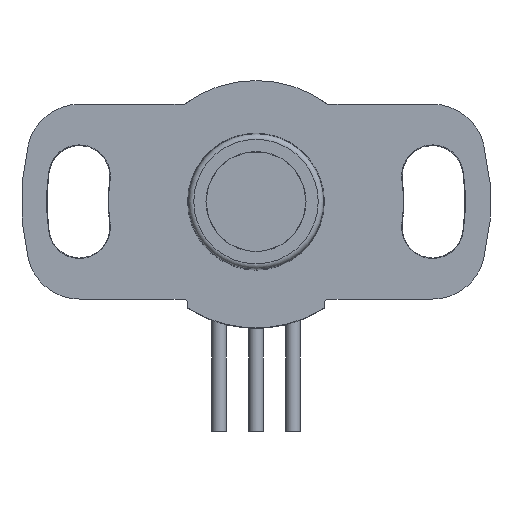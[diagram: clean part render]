
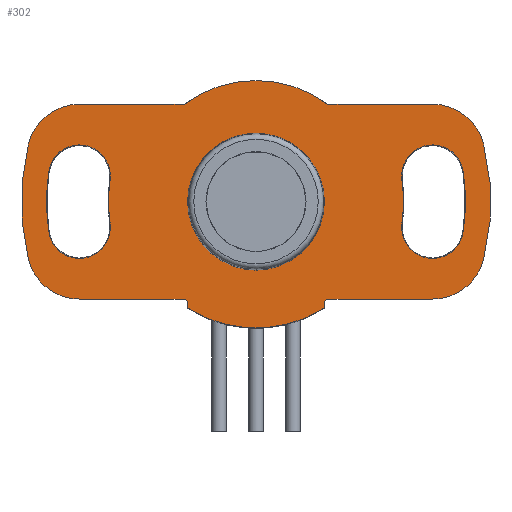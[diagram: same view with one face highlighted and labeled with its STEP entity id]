
A CAD part, top view. The second image highlights one B-rep face of the part: STEP entity #302.
In plain terms, the highlighted planar face has unit normal (0, 0, 1).
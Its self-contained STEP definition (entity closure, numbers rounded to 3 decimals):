
#189=FACE_BOUND('',#463,.T.);
#190=FACE_BOUND('',#464,.T.);
#191=FACE_BOUND('',#465,.T.);
#192=FACE_BOUND('',#466,.T.);
#229=CIRCLE('',#1144,12.084);
#234=CIRCLE('',#1153,11.581);
#236=CIRCLE('',#1157,11.581);
#238=CIRCLE('',#1161,11.581);
#248=CIRCLE('',#1175,14.107);
#249=CIRCLE('',#1176,2.962);
#250=CIRCLE('',#1177,20.03);
#251=CIRCLE('',#1178,2.962);
#252=CIRCLE('',#1179,5.035);
#253=CIRCLE('',#1180,22.456);
#254=CIRCLE('',#1181,5.035);
#255=CIRCLE('',#1182,5.035);
#256=CIRCLE('',#1183,22.456);
#257=CIRCLE('',#1184,5.035);
#258=CIRCLE('',#1185,6.546);
#259=CIRCLE('',#1186,2.962);
#260=CIRCLE('',#1187,14.107);
#261=CIRCLE('',#1188,2.962);
#262=CIRCLE('',#1189,20.03);
#302=ADVANCED_FACE('',(#189,#190,#191,#192),#358,.T.);
#358=PLANE('',#1190);
#463=EDGE_LOOP('',(#636,#637,#638,#639));
#464=EDGE_LOOP('',(#640,#641,#642,#643,#644,#645,#646,#647,#648,#649,#650,
#651,#652,#653,#654,#655));
#465=EDGE_LOOP('',(#656));
#466=EDGE_LOOP('',(#657,#658,#659,#660));
#636=ORIENTED_EDGE('',*,*,#969,.F.);
#637=ORIENTED_EDGE('',*,*,#970,.F.);
#638=ORIENTED_EDGE('',*,*,#971,.F.);
#639=ORIENTED_EDGE('',*,*,#972,.F.);
#640=ORIENTED_EDGE('',*,*,#951,.T.);
#641=ORIENTED_EDGE('',*,*,#973,.F.);
#642=ORIENTED_EDGE('',*,*,#974,.T.);
#643=ORIENTED_EDGE('',*,*,#975,.F.);
#644=ORIENTED_EDGE('',*,*,#976,.T.);
#645=ORIENTED_EDGE('',*,*,#977,.F.);
#646=ORIENTED_EDGE('',*,*,#947,.T.);
#647=ORIENTED_EDGE('',*,*,#944,.F.);
#648=ORIENTED_EDGE('',*,*,#933,.T.);
#649=ORIENTED_EDGE('',*,*,#957,.T.);
#650=ORIENTED_EDGE('',*,*,#955,.T.);
#651=ORIENTED_EDGE('',*,*,#978,.F.);
#652=ORIENTED_EDGE('',*,*,#979,.T.);
#653=ORIENTED_EDGE('',*,*,#980,.F.);
#654=ORIENTED_EDGE('',*,*,#981,.T.);
#655=ORIENTED_EDGE('',*,*,#982,.F.);
#656=ORIENTED_EDGE('',*,*,#983,.T.);
#657=ORIENTED_EDGE('',*,*,#984,.T.);
#658=ORIENTED_EDGE('',*,*,#985,.T.);
#659=ORIENTED_EDGE('',*,*,#986,.T.);
#660=ORIENTED_EDGE('',*,*,#987,.T.);
#826=VERTEX_POINT('',#2388);
#828=VERTEX_POINT('',#2392);
#837=VERTEX_POINT('',#2546);
#839=VERTEX_POINT('',#2555);
#841=VERTEX_POINT('',#2559);
#844=VERTEX_POINT('',#2565);
#845=VERTEX_POINT('',#2567);
#848=VERTEX_POINT('',#2573);
#859=VERTEX_POINT('',#2603);
#860=VERTEX_POINT('',#2604);
#861=VERTEX_POINT('',#2606);
#862=VERTEX_POINT('',#2608);
#863=VERTEX_POINT('',#2611);
#864=VERTEX_POINT('',#2613);
#865=VERTEX_POINT('',#2615);
#866=VERTEX_POINT('',#2617);
#867=VERTEX_POINT('',#2620);
#868=VERTEX_POINT('',#2622);
#869=VERTEX_POINT('',#2624);
#870=VERTEX_POINT('',#2626);
#871=VERTEX_POINT('',#2629);
#872=VERTEX_POINT('',#2631);
#873=VERTEX_POINT('',#2632);
#874=VERTEX_POINT('',#2634);
#875=VERTEX_POINT('',#2636);
#933=EDGE_CURVE('',#826,#828,#229,.T.);
#944=EDGE_CURVE('',#826,#837,#1040,.T.);
#947=EDGE_CURVE('',#841,#837,#234,.T.);
#951=EDGE_CURVE('',#845,#844,#236,.T.);
#955=EDGE_CURVE('',#839,#848,#238,.T.);
#957=EDGE_CURVE('',#828,#839,#1042,.T.);
#969=EDGE_CURVE('',#859,#860,#248,.T.);
#970=EDGE_CURVE('',#861,#859,#249,.T.);
#971=EDGE_CURVE('',#862,#861,#250,.T.);
#972=EDGE_CURVE('',#860,#862,#251,.T.);
#973=EDGE_CURVE('',#863,#844,#1045,.T.);
#974=EDGE_CURVE('',#863,#864,#252,.T.);
#975=EDGE_CURVE('',#865,#864,#253,.T.);
#976=EDGE_CURVE('',#865,#866,#254,.T.);
#977=EDGE_CURVE('',#841,#866,#1046,.T.);
#978=EDGE_CURVE('',#867,#848,#1047,.T.);
#979=EDGE_CURVE('',#867,#868,#255,.T.);
#980=EDGE_CURVE('',#869,#868,#256,.T.);
#981=EDGE_CURVE('',#869,#870,#257,.T.);
#982=EDGE_CURVE('',#845,#870,#1048,.T.);
#983=EDGE_CURVE('',#871,#871,#258,.T.);
#984=EDGE_CURVE('',#872,#873,#259,.T.);
#985=EDGE_CURVE('',#873,#874,#260,.T.);
#986=EDGE_CURVE('',#874,#875,#261,.T.);
#987=EDGE_CURVE('',#875,#872,#262,.T.);
#1040=LINE('',#2549,#1085);
#1042=LINE('',#2577,#1087);
#1045=LINE('',#2610,#1090);
#1046=LINE('',#2618,#1091);
#1047=LINE('',#2619,#1092);
#1048=LINE('',#2627,#1093);
#1085=VECTOR('',#1337,1.);
#1087=VECTOR('',#1363,1.);
#1090=VECTOR('',#1398,1.);
#1091=VECTOR('',#1405,1.);
#1092=VECTOR('',#1406,1.);
#1093=VECTOR('',#1413,1.);
#1144=AXIS2_PLACEMENT_3D('',#2393,#1320,#1321);
#1153=AXIS2_PLACEMENT_3D('',#2558,#1342,#1343);
#1157=AXIS2_PLACEMENT_3D('',#2566,#1350,#1351);
#1161=AXIS2_PLACEMENT_3D('',#2574,#1358,#1359);
#1175=AXIS2_PLACEMENT_3D('',#2602,#1390,#1391);
#1176=AXIS2_PLACEMENT_3D('',#2605,#1392,#1393);
#1177=AXIS2_PLACEMENT_3D('',#2607,#1394,#1395);
#1178=AXIS2_PLACEMENT_3D('',#2609,#1396,#1397);
#1179=AXIS2_PLACEMENT_3D('',#2612,#1399,#1400);
#1180=AXIS2_PLACEMENT_3D('',#2614,#1401,#1402);
#1181=AXIS2_PLACEMENT_3D('',#2616,#1403,#1404);
#1182=AXIS2_PLACEMENT_3D('',#2621,#1407,#1408);
#1183=AXIS2_PLACEMENT_3D('',#2623,#1409,#1410);
#1184=AXIS2_PLACEMENT_3D('',#2625,#1411,#1412);
#1185=AXIS2_PLACEMENT_3D('',#2628,#1414,#1415);
#1186=AXIS2_PLACEMENT_3D('',#2630,#1416,#1417);
#1187=AXIS2_PLACEMENT_3D('',#2633,#1418,#1419);
#1188=AXIS2_PLACEMENT_3D('',#2635,#1420,#1421);
#1189=AXIS2_PLACEMENT_3D('',#2637,#1422,#1423);
#1190=AXIS2_PLACEMENT_3D('',#2638,#1424,#1425);
#1320=DIRECTION('',(0.,0.,1.));
#1321=DIRECTION('',(1.,0.,0.));
#1337=DIRECTION('',(0.,1.,0.));
#1342=DIRECTION('',(0.,0.,1.));
#1343=DIRECTION('',(1.,0.,0.));
#1350=DIRECTION('',(0.,0.,1.));
#1351=DIRECTION('',(1.,0.,0.));
#1358=DIRECTION('',(0.,0.,1.));
#1359=DIRECTION('',(1.,0.,0.));
#1363=DIRECTION('',(0.,1.,0.));
#1390=DIRECTION('',(0.,0.,-1.));
#1391=DIRECTION('',(1.,0.,0.));
#1392=DIRECTION('',(0.,0.,1.));
#1393=DIRECTION('',(1.,0.,0.));
#1394=DIRECTION('',(0.,0.,1.));
#1395=DIRECTION('',(1.,0.,0.));
#1396=DIRECTION('',(0.,0.,1.));
#1397=DIRECTION('',(1.,0.,0.));
#1398=DIRECTION('',(1.,0.,0.));
#1399=DIRECTION('',(0.,0.,1.));
#1400=DIRECTION('',(1.,0.,0.));
#1401=DIRECTION('',(0.,0.,-1.));
#1402=DIRECTION('',(1.,0.,0.));
#1403=DIRECTION('',(0.,0.,1.));
#1404=DIRECTION('',(1.,0.,0.));
#1405=DIRECTION('',(-1.,0.,0.));
#1406=DIRECTION('',(-1.,0.,0.));
#1407=DIRECTION('',(0.,0.,1.));
#1408=DIRECTION('',(1.,0.,0.));
#1409=DIRECTION('',(0.,0.,-1.));
#1410=DIRECTION('',(1.,0.,0.));
#1411=DIRECTION('',(0.,0.,1.));
#1412=DIRECTION('',(1.,0.,0.));
#1413=DIRECTION('',(1.,0.,0.));
#1414=DIRECTION('',(0.,0.,-1.));
#1415=DIRECTION('',(1.,0.,0.));
#1416=DIRECTION('',(0.,0.,-1.));
#1417=DIRECTION('',(1.,0.,0.));
#1418=DIRECTION('',(0.,0.,1.));
#1419=DIRECTION('',(1.,0.,0.));
#1420=DIRECTION('',(0.,0.,-1.));
#1421=DIRECTION('',(1.,0.,0.));
#1422=DIRECTION('',(0.,0.,-1.));
#1423=DIRECTION('',(1.,0.,0.));
#1424=DIRECTION('',(0.,0.,1.));
#1425=DIRECTION('',(1.,0.,0.));
#2388=CARTESIAN_POINT('',(-281.546,-40.158,0.));
#2392=CARTESIAN_POINT('',(-268.455,-40.158,0.));
#2393=CARTESIAN_POINT('',(-275.,-30.,0.));
#2546=CARTESIAN_POINT('',(-281.546,-39.553,0.));
#2549=CARTESIAN_POINT('',(-281.546,-30.252,0.));
#2555=CARTESIAN_POINT('',(-268.455,-39.553,0.));
#2558=CARTESIAN_POINT('',(-275.,-30.,0.));
#2559=CARTESIAN_POINT('',(-281.881,-39.315,0.));
#2565=CARTESIAN_POINT('',(-281.881,-20.685,0.));
#2566=CARTESIAN_POINT('',(-275.,-30.,0.));
#2567=CARTESIAN_POINT('',(-268.119,-20.685,0.));
#2573=CARTESIAN_POINT('',(-268.119,-39.315,0.));
#2574=CARTESIAN_POINT('',(-275.,-30.,0.));
#2577=CARTESIAN_POINT('',(-268.455,-30.,0.));
#2602=CARTESIAN_POINT('',(-275.,-30.,0.));
#2603=CARTESIAN_POINT('',(-288.959,-32.039,0.));
#2604=CARTESIAN_POINT('',(-288.959,-27.961,0.));
#2605=CARTESIAN_POINT('',(-291.889,-32.467,0.));
#2606=CARTESIAN_POINT('',(-294.82,-32.895,0.));
#2607=CARTESIAN_POINT('',(-275.,-30.,0.));
#2608=CARTESIAN_POINT('',(-294.82,-27.105,0.));
#2609=CARTESIAN_POINT('',(-291.889,-27.533,0.));
#2610=CARTESIAN_POINT('',(-275.,-20.685,0.));
#2611=CARTESIAN_POINT('',(-291.887,-20.685,0.));
#2612=CARTESIAN_POINT('',(-291.887,-25.72,0.));
#2613=CARTESIAN_POINT('',(-296.768,-24.483,0.));
#2614=CARTESIAN_POINT('',(-275.,-30.,0.));
#2615=CARTESIAN_POINT('',(-296.768,-35.517,0.));
#2616=CARTESIAN_POINT('',(-291.887,-34.28,0.));
#2617=CARTESIAN_POINT('',(-291.887,-39.315,0.));
#2618=CARTESIAN_POINT('',(-275.,-39.315,0.));
#2619=CARTESIAN_POINT('',(-275.,-39.315,0.));
#2620=CARTESIAN_POINT('',(-258.113,-39.315,0.));
#2621=CARTESIAN_POINT('',(-258.113,-34.28,0.));
#2622=CARTESIAN_POINT('',(-253.232,-35.517,0.));
#2623=CARTESIAN_POINT('',(-275.,-30.,0.));
#2624=CARTESIAN_POINT('',(-253.232,-24.483,0.));
#2625=CARTESIAN_POINT('',(-258.113,-25.72,0.));
#2626=CARTESIAN_POINT('',(-258.113,-20.685,0.));
#2627=CARTESIAN_POINT('',(-275.,-20.685,0.));
#2628=CARTESIAN_POINT('',(-275.,-30.,0.));
#2629=CARTESIAN_POINT('',(-268.455,-30.,0.));
#2630=CARTESIAN_POINT('',(-258.111,-32.467,0.));
#2631=CARTESIAN_POINT('',(-255.18,-32.895,0.));
#2632=CARTESIAN_POINT('',(-261.041,-32.039,0.));
#2633=CARTESIAN_POINT('',(-275.,-30.,0.));
#2634=CARTESIAN_POINT('',(-261.041,-27.961,0.));
#2635=CARTESIAN_POINT('',(-258.111,-27.533,0.));
#2636=CARTESIAN_POINT('',(-255.18,-27.105,0.));
#2637=CARTESIAN_POINT('',(-275.,-30.,0.));
#2638=CARTESIAN_POINT('',(-275.,-30.,0.));
